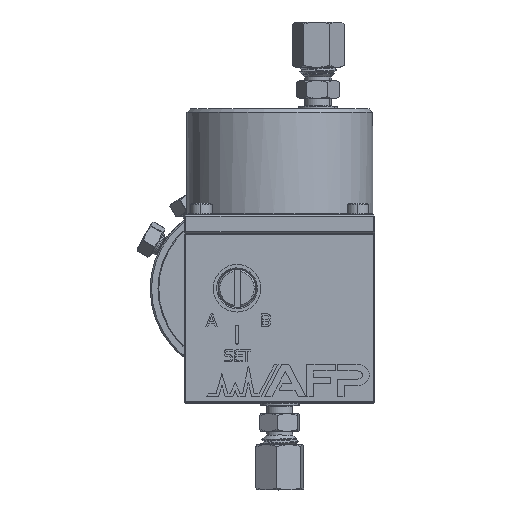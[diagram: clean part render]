
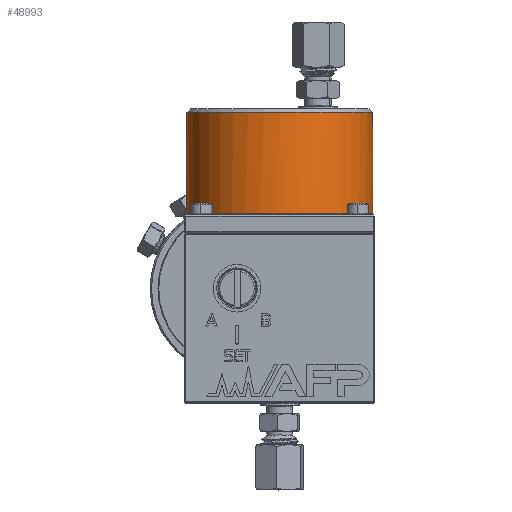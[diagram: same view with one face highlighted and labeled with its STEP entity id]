
A CAD part, top view. The second image highlights one B-rep face of the part: STEP entity #48993.
In plain terms, the highlighted cylindrical face has radius 19.558 mm (diameter 39.116 mm), a partial arc.
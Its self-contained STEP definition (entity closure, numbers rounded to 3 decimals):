
#1397 = ORIENTED_EDGE ( 'NONE', *, *, #55845, .T. ) ;
#1821 = VECTOR ( 'NONE', #54920, 1000. ) ;
#2389 = CARTESIAN_POINT ( 'NONE',  ( 9., 15.691, 0. ) ) ;
#2659 = CARTESIAN_POINT ( 'NONE',  ( 8.191, 15.691, 19.545 ) ) ;
#2769 = CARTESIAN_POINT ( 'NONE',  ( 28.558, 15.688, 0. ) ) ;
#3686 = FACE_OUTER_BOUND ( 'NONE', #42556, .T. ) ;
#4451 = CARTESIAN_POINT ( 'NONE',  ( -10.558, 15.688, 0.404 ) ) ;
#4863 = CARTESIAN_POINT ( 'NONE',  ( -10.558, 15.688, 0. ) ) ;
#6253 = CARTESIAN_POINT ( 'NONE',  ( -10.558, 12.683, 0. ) ) ;
#7687 = ORIENTED_EDGE ( 'NONE', *, *, #60076, .T. ) ;
#9063 = VERTEX_POINT ( 'NONE', #72507 ) ;
#9815 = VERTEX_POINT ( 'NONE', #79947 ) ;
#12160 = VERTEX_POINT ( 'NONE', #79514 ) ;
#13037 = DIRECTION ( 'NONE',  ( 0., 1., 0. ) ) ;
#14044 = CARTESIAN_POINT ( 'NONE',  ( 9., 15.691, 0. ) ) ;
#14937 = VERTEX_POINT ( 'NONE', #2769 ) ;
#15059 = CARTESIAN_POINT ( 'NONE',  ( 28.52, 15.691, 1.212 ) ) ;
#15282 = VECTOR ( 'NONE', #13037, 1000. ) ;
#15721 = DIRECTION ( 'NONE',  ( -1., 0., 0. ) ) ;
#16241 = CARTESIAN_POINT ( 'NONE',  ( 7.788, 15.691, 19.52 ) ) ;
#16285 = ORIENTED_EDGE ( 'NONE', *, *, #58805, .F. ) ;
#17360 = AXIS2_PLACEMENT_3D ( 'NONE', #21402, #49275, #29519 ) ;
#21281 = CARTESIAN_POINT ( 'NONE',  ( 9.809, 15.691, 19.545 ) ) ;
#21402 = CARTESIAN_POINT ( 'NONE',  ( 9., 37.027, 0. ) ) ;
#21927 = CARTESIAN_POINT ( 'NONE',  ( -10.52, 15.691, 1.212 ) ) ;
#22341 = CARTESIAN_POINT ( 'NONE',  ( 28.558, 15.688, 0.404 ) ) ;
#24621 = DIRECTION ( 'NONE',  ( 0., 1., 0. ) ) ;
#26037 = VERTEX_POINT ( 'NONE', #50737 ) ;
#26205 = AXIS2_PLACEMENT_3D ( 'NONE', #14044, #24621, #68819 ) ;
#27396 = CARTESIAN_POINT ( 'NONE',  ( 8.596, 15.688, 19.558 ) ) ;
#27627 = CYLINDRICAL_SURFACE ( 'NONE', #58251, 19.558 ) ;
#28439 = DIRECTION ( 'NONE',  ( 0., 1., 0. ) ) ;
#28958 = EDGE_CURVE ( 'NONE', #74898, #26037, #38285, .T. ) ;
#29519 = DIRECTION ( 'NONE',  ( -1., 0., 0. ) ) ;
#30192 = LINE ( 'NONE', #6253, #1821 ) ;
#32614 = ORIENTED_EDGE ( 'NONE', *, *, #28958, .T. ) ;
#34894 = CARTESIAN_POINT ( 'NONE',  ( -10.545, 15.691, 0.808 ) ) ;
#36474 = B_SPLINE_CURVE_WITH_KNOTS ( 'NONE', 3,
 ( #15059, #45888, #22341, #40203 ),
 .UNSPECIFIED., .F., .F.,
 ( 4, 4 ),
 ( 0., 0.001 ),
 .UNSPECIFIED. ) ;
#37825 = CIRCLE ( 'NONE', #26205, 19.558 ) ;
#38285 = B_SPLINE_CURVE_WITH_KNOTS ( 'NONE', 3,
 ( #64310, #2659, #27396, #76857, #21281, #46037 ),
 .UNSPECIFIED., .F., .F.,
 ( 4, 2, 4 ),
 ( 0., 0.001, 0.002 ),
 .UNSPECIFIED. ) ;
#40203 = CARTESIAN_POINT ( 'NONE',  ( 28.558, 15.688, 0. ) ) ;
#40552 = EDGE_CURVE ( 'NONE', #9815, #14937, #36474, .T. ) ;
#41660 = VERTEX_POINT ( 'NONE', #79715 ) ;
#42556 = EDGE_LOOP ( 'NONE', ( #72494, #45950, #7687, #16285, #55353, #1397, #32614, #72630 ) ) ;
#43573 = EDGE_CURVE ( 'NONE', #41660, #63783, #69085, .T. ) ;
#45888 = CARTESIAN_POINT ( 'NONE',  ( 28.545, 15.691, 0.809 ) ) ;
#45950 = ORIENTED_EDGE ( 'NONE', *, *, #46426, .T. ) ;
#46037 = CARTESIAN_POINT ( 'NONE',  ( 10.212, 15.691, 19.52 ) ) ;
#46426 = EDGE_CURVE ( 'NONE', #14937, #12160, #54531, .T. ) ;
#47196 = CIRCLE ( 'NONE', #17360, 19.558 ) ;
#48993 = ADVANCED_FACE ( 'Defeatured_1_151', ( #3686 ), #27627, .T. ) ;
#49275 = DIRECTION ( 'NONE',  ( 0., -1., 0. ) ) ;
#50737 = CARTESIAN_POINT ( 'NONE',  ( 10.212, 15.691, 19.52 ) ) ;
#54531 = LINE ( 'NONE', #79257, #15282 ) ;
#54920 = DIRECTION ( 'NONE',  ( 0., 1., 0. ) ) ;
#55353 = ORIENTED_EDGE ( 'NONE', *, *, #43573, .T. ) ;
#55845 = EDGE_CURVE ( 'NONE', #63783, #74898, #37825, .T. ) ;
#56473 = EDGE_CURVE ( 'NONE', #26037, #9815, #79320, .T. ) ;
#58251 = AXIS2_PLACEMENT_3D ( 'NONE', #76326, #28439, #77518 ) ;
#58805 = EDGE_CURVE ( 'NONE', #41660, #9063, #30192, .T. ) ;
#60076 = EDGE_CURVE ( 'NONE', #12160, #9063, #47196, .T. ) ;
#63783 = VERTEX_POINT ( 'NONE', #74876 ) ;
#64310 = CARTESIAN_POINT ( 'NONE',  ( 7.788, 15.691, 19.52 ) ) ;
#67716 = AXIS2_PLACEMENT_3D ( 'NONE', #2389, #71311, #15721 ) ;
#68819 = DIRECTION ( 'NONE',  ( -1., 0., 0. ) ) ;
#69085 = B_SPLINE_CURVE_WITH_KNOTS ( 'NONE', 3,
 ( #4863, #4451, #34894, #21927 ),
 .UNSPECIFIED., .F., .F.,
 ( 4, 4 ),
 ( 0.001, 0.002 ),
 .UNSPECIFIED. ) ;
#71311 = DIRECTION ( 'NONE',  ( 0., 1., 0. ) ) ;
#72494 = ORIENTED_EDGE ( 'NONE', *, *, #40552, .T. ) ;
#72507 = CARTESIAN_POINT ( 'NONE',  ( -10.558, 37.027, 0. ) ) ;
#72630 = ORIENTED_EDGE ( 'NONE', *, *, #56473, .T. ) ;
#74876 = CARTESIAN_POINT ( 'NONE',  ( -10.52, 15.691, 1.212 ) ) ;
#74898 = VERTEX_POINT ( 'NONE', #16241 ) ;
#76326 = CARTESIAN_POINT ( 'NONE',  ( 9., 12.683, 0. ) ) ;
#76857 = CARTESIAN_POINT ( 'NONE',  ( 9.405, 15.688, 19.558 ) ) ;
#77518 = DIRECTION ( 'NONE',  ( -1., 0., 0. ) ) ;
#79257 = CARTESIAN_POINT ( 'NONE',  ( 28.558, 12.683, 0. ) ) ;
#79320 = CIRCLE ( 'NONE', #67716, 19.558 ) ;
#79514 = CARTESIAN_POINT ( 'NONE',  ( 28.558, 37.027, 0. ) ) ;
#79715 = CARTESIAN_POINT ( 'NONE',  ( -10.558, 15.688, 0. ) ) ;
#79947 = CARTESIAN_POINT ( 'NONE',  ( 28.52, 15.691, 1.212 ) ) ;
